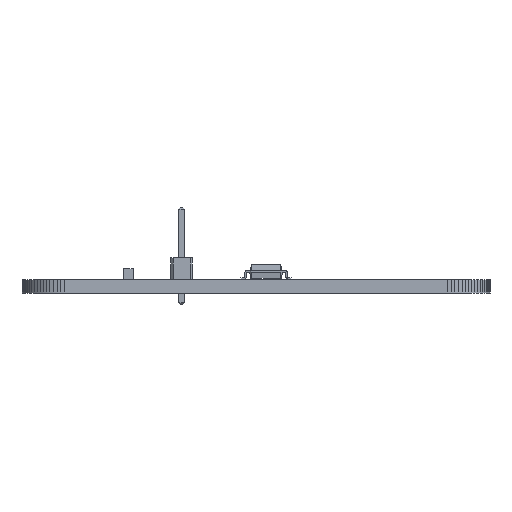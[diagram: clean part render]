
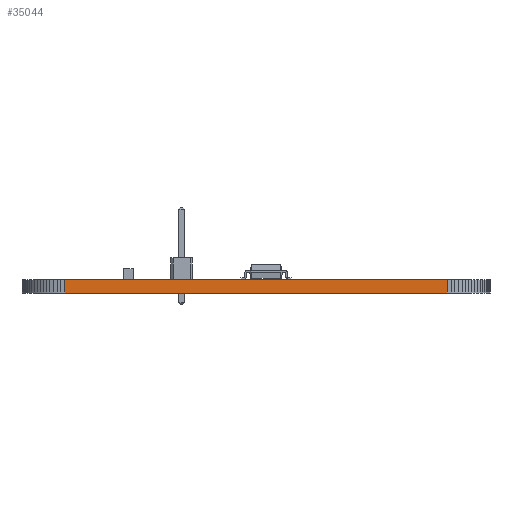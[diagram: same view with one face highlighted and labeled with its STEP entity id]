
A CAD part, left-side view. The second image highlights one B-rep face of the part: STEP entity #35044.
In plain terms, the highlighted planar face has unit normal (-1, 0, 0).
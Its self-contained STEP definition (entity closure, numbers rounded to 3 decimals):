
#25855 = PLANE('',#25856);
#25856 = AXIS2_PLACEMENT_3D('',#25857,#25858,#25859);
#25857 = CARTESIAN_POINT('',(104.775,-74.93,1.6));
#25858 = DIRECTION('',(-0.,-0.,-1.));
#25859 = DIRECTION('',(-1.,0.,0.));
#25909 = PLANE('',#25910);
#25910 = AXIS2_PLACEMENT_3D('',#25911,#25912,#25913);
#25911 = CARTESIAN_POINT('',(104.775,-74.93,0.));
#25912 = DIRECTION('',(-0.,-0.,-1.));
#25913 = DIRECTION('',(-1.,0.,0.));
#27530 = VERTEX_POINT('',#27531);
#27531 = CARTESIAN_POINT('',(69.85,-97.79,0.));
#27545 = PLANE('',#27546);
#27546 = AXIS2_PLACEMENT_3D('',#27547,#27548,#27549);
#27547 = CARTESIAN_POINT('',(69.869,-98.233,0.));
#27548 = DIRECTION('',(-0.999,-0.044,0.));
#27549 = DIRECTION('',(-0.044,0.999,0.));
#27557 = EDGE_CURVE('',#27530,#27558,#27560,.T.);
#27558 = VERTEX_POINT('',#27559);
#27559 = CARTESIAN_POINT('',(69.85,-52.07,0.));
#27560 = SURFACE_CURVE('',#27561,(#27565,#27572),.PCURVE_S1.);
#27561 = LINE('',#27562,#27563);
#27562 = CARTESIAN_POINT('',(69.85,-97.79,0.));
#27563 = VECTOR('',#27564,1.);
#27564 = DIRECTION('',(0.,1.,0.));
#27565 = PCURVE('',#25909,#27566);
#27566 = DEFINITIONAL_REPRESENTATION('',(#27567),#27571);
#27567 = LINE('',#27568,#27569);
#27568 = CARTESIAN_POINT('',(34.925,-22.86));
#27569 = VECTOR('',#27570,1.);
#27570 = DIRECTION('',(0.,1.));
#27571 = ( GEOMETRIC_REPRESENTATION_CONTEXT(2) 
PARAMETRIC_REPRESENTATION_CONTEXT() REPRESENTATION_CONTEXT('2D SPACE',''
  ) );
#27572 = PCURVE('',#27573,#27578);
#27573 = PLANE('',#27574);
#27574 = AXIS2_PLACEMENT_3D('',#27575,#27576,#27577);
#27575 = CARTESIAN_POINT('',(69.85,-97.79,0.));
#27576 = DIRECTION('',(-1.,0.,0.));
#27577 = DIRECTION('',(0.,1.,0.));
#27578 = DEFINITIONAL_REPRESENTATION('',(#27579),#27583);
#27579 = LINE('',#27580,#27581);
#27580 = CARTESIAN_POINT('',(0.,0.));
#27581 = VECTOR('',#27582,1.);
#27582 = DIRECTION('',(1.,0.));
#27583 = ( GEOMETRIC_REPRESENTATION_CONTEXT(2) 
PARAMETRIC_REPRESENTATION_CONTEXT() REPRESENTATION_CONTEXT('2D SPACE',''
  ) );
#27601 = PLANE('',#27602);
#27602 = AXIS2_PLACEMENT_3D('',#27603,#27604,#27605);
#27603 = CARTESIAN_POINT('',(69.85,-52.07,0.));
#27604 = DIRECTION('',(-0.999,0.044,0.));
#27605 = DIRECTION('',(0.044,0.999,0.));
#31588 = VERTEX_POINT('',#31589);
#31589 = CARTESIAN_POINT('',(69.85,-97.79,1.6));
#31610 = EDGE_CURVE('',#31588,#31611,#31613,.T.);
#31611 = VERTEX_POINT('',#31612);
#31612 = CARTESIAN_POINT('',(69.85,-52.07,1.6));
#31613 = SURFACE_CURVE('',#31614,(#31618,#31625),.PCURVE_S1.);
#31614 = LINE('',#31615,#31616);
#31615 = CARTESIAN_POINT('',(69.85,-97.79,1.6));
#31616 = VECTOR('',#31617,1.);
#31617 = DIRECTION('',(0.,1.,0.));
#31618 = PCURVE('',#25855,#31619);
#31619 = DEFINITIONAL_REPRESENTATION('',(#31620),#31624);
#31620 = LINE('',#31621,#31622);
#31621 = CARTESIAN_POINT('',(34.925,-22.86));
#31622 = VECTOR('',#31623,1.);
#31623 = DIRECTION('',(0.,1.));
#31624 = ( GEOMETRIC_REPRESENTATION_CONTEXT(2) 
PARAMETRIC_REPRESENTATION_CONTEXT() REPRESENTATION_CONTEXT('2D SPACE',''
  ) );
#31625 = PCURVE('',#27573,#31626);
#31626 = DEFINITIONAL_REPRESENTATION('',(#31627),#31631);
#31627 = LINE('',#31628,#31629);
#31628 = CARTESIAN_POINT('',(0.,-1.6));
#31629 = VECTOR('',#31630,1.);
#31630 = DIRECTION('',(1.,0.));
#31631 = ( GEOMETRIC_REPRESENTATION_CONTEXT(2) 
PARAMETRIC_REPRESENTATION_CONTEXT() REPRESENTATION_CONTEXT('2D SPACE',''
  ) );
#34994 = EDGE_CURVE('',#27558,#31611,#34995,.T.);
#34995 = SURFACE_CURVE('',#34996,(#35000,#35007),.PCURVE_S1.);
#34996 = LINE('',#34997,#34998);
#34997 = CARTESIAN_POINT('',(69.85,-52.07,0.));
#34998 = VECTOR('',#34999,1.);
#34999 = DIRECTION('',(0.,0.,1.));
#35000 = PCURVE('',#27601,#35001);
#35001 = DEFINITIONAL_REPRESENTATION('',(#35002),#35006);
#35002 = LINE('',#35003,#35004);
#35003 = CARTESIAN_POINT('',(0.,0.));
#35004 = VECTOR('',#35005,1.);
#35005 = DIRECTION('',(0.,-1.));
#35006 = ( GEOMETRIC_REPRESENTATION_CONTEXT(2) 
PARAMETRIC_REPRESENTATION_CONTEXT() REPRESENTATION_CONTEXT('2D SPACE',''
  ) );
#35007 = PCURVE('',#27573,#35008);
#35008 = DEFINITIONAL_REPRESENTATION('',(#35009),#35013);
#35009 = LINE('',#35010,#35011);
#35010 = CARTESIAN_POINT('',(45.72,0.));
#35011 = VECTOR('',#35012,1.);
#35012 = DIRECTION('',(0.,-1.));
#35013 = ( GEOMETRIC_REPRESENTATION_CONTEXT(2) 
PARAMETRIC_REPRESENTATION_CONTEXT() REPRESENTATION_CONTEXT('2D SPACE',''
  ) );
#35044 = ADVANCED_FACE('',(#35045),#27573,.T.);
#35045 = FACE_BOUND('',#35046,.T.);
#35046 = EDGE_LOOP('',(#35047,#35068,#35069,#35070));
#35047 = ORIENTED_EDGE('',*,*,#35048,.T.);
#35048 = EDGE_CURVE('',#27530,#31588,#35049,.T.);
#35049 = SURFACE_CURVE('',#35050,(#35054,#35061),.PCURVE_S1.);
#35050 = LINE('',#35051,#35052);
#35051 = CARTESIAN_POINT('',(69.85,-97.79,0.));
#35052 = VECTOR('',#35053,1.);
#35053 = DIRECTION('',(0.,0.,1.));
#35054 = PCURVE('',#27573,#35055);
#35055 = DEFINITIONAL_REPRESENTATION('',(#35056),#35060);
#35056 = LINE('',#35057,#35058);
#35057 = CARTESIAN_POINT('',(0.,0.));
#35058 = VECTOR('',#35059,1.);
#35059 = DIRECTION('',(0.,-1.));
#35060 = ( GEOMETRIC_REPRESENTATION_CONTEXT(2) 
PARAMETRIC_REPRESENTATION_CONTEXT() REPRESENTATION_CONTEXT('2D SPACE',''
  ) );
#35061 = PCURVE('',#27545,#35062);
#35062 = DEFINITIONAL_REPRESENTATION('',(#35063),#35067);
#35063 = LINE('',#35064,#35065);
#35064 = CARTESIAN_POINT('',(0.443,0.));
#35065 = VECTOR('',#35066,1.);
#35066 = DIRECTION('',(0.,-1.));
#35067 = ( GEOMETRIC_REPRESENTATION_CONTEXT(2) 
PARAMETRIC_REPRESENTATION_CONTEXT() REPRESENTATION_CONTEXT('2D SPACE',''
  ) );
#35068 = ORIENTED_EDGE('',*,*,#31610,.T.);
#35069 = ORIENTED_EDGE('',*,*,#34994,.F.);
#35070 = ORIENTED_EDGE('',*,*,#27557,.F.);
